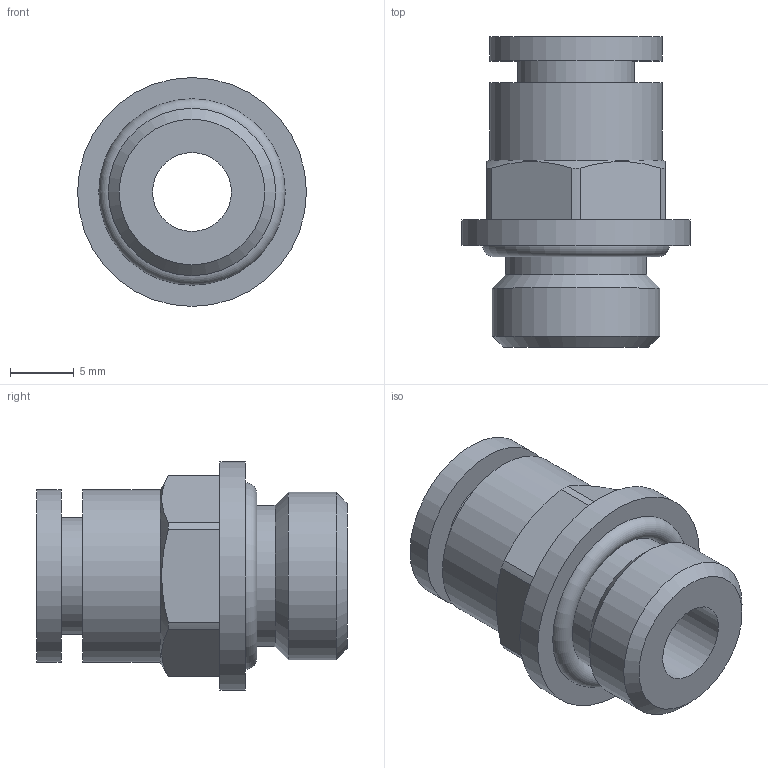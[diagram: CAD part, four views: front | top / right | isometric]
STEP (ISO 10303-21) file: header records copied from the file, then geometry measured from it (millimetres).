
FILE_DESCRIPTION(/* description */ ('Alibre Inc.'),/* implementation_level */ '2;1');
FILE_NAME(/* name */ 'export-497351FF-3878-4408-A01D-9DB690F67BC3',/* time_stamp */ '2020-07-30T11:08:19+02:00',/* author */ (''),/* organization */ (''),/* preprocessor_version */ 'ST-DEVELOPER v17',/* originating_system */ 'Alibre',/* authorisation */ '');
FILE_SCHEMA (('AUTOMOTIVE_DESIGN'));
Length unit declared in the file: millimetre
Products named in the file (1): _2L01010
Bounding box: 18 x 24.4 x 18 mm (x, y, z)
Volume: 2557 mm3; surface area: 2268.6 mm2
Topology: 1 solids, 1 shells, 32 faces, 71 edges, 46 vertices
Faces by surface type: cylinder 15, plane 13, cone 3, torus 1
Full cylindrical faces by diameter (mm): 6.2 x1, 8 x1, 9.2 x1, 11.1 x1, 13.157 x1, 13.6 x2, 18 x1
Entity records: 950 total; most frequent: CARTESIAN_POINT 161, DIRECTION 150, ORIENTED_EDGE 142, EDGE_CURVE 71, AXIS2_PLACEMENT_3D 67, VERTEX_POINT 46, EDGE_LOOP 39, FACE_BOUND 39
